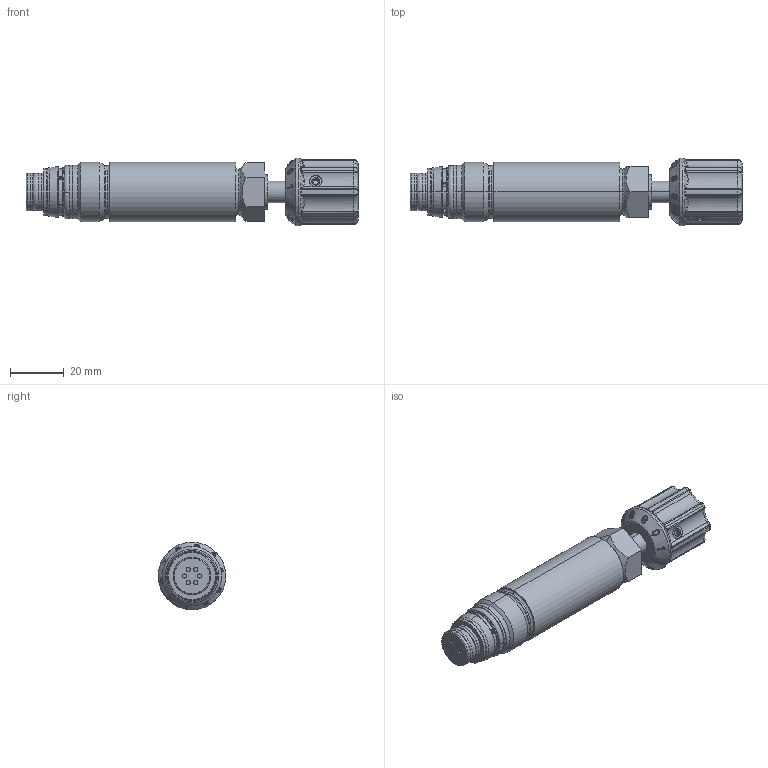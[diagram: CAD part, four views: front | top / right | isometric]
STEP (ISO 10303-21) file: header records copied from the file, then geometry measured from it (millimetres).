
FILE_DESCRIPTION (( 'STEP AP214' ), '1' );
FILE_NAME ('DB...-6B-E-...-D.STEP', '2021-06-03T12:29:18', ( '' ), ( '' ), 'SwSTEP 2.0', 'SolidWorks 2020', '' );
FILE_SCHEMA (( 'AUTOMOTIVE_DESIGN' ));
Length unit declared in the file: millimetre
Products named in the file (1): DB...-6B-E-...-D
Bounding box: 123.6 x 25.11 x 25.11 mm (x, y, z)
Volume: 40429.4 mm3; surface area: 10756.4 mm2
Topology: 3 solids, 4 shells, 545 faces, 1320 edges, 812 vertices
Faces by surface type: bspline 174, plane 142, cylinder 127, torus 60, cone 42
Entity records: 29235 total; most frequent: CARTESIAN_POINT 11880, ORIENTED_EDGE 2608, DIRECTION 1967, EDGE_CURVE 1304, VERTEX_POINT 812, AXIS2_PLACEMENT_3D 742, EDGE_LOOP 596, ADVANCED_FACE 545
